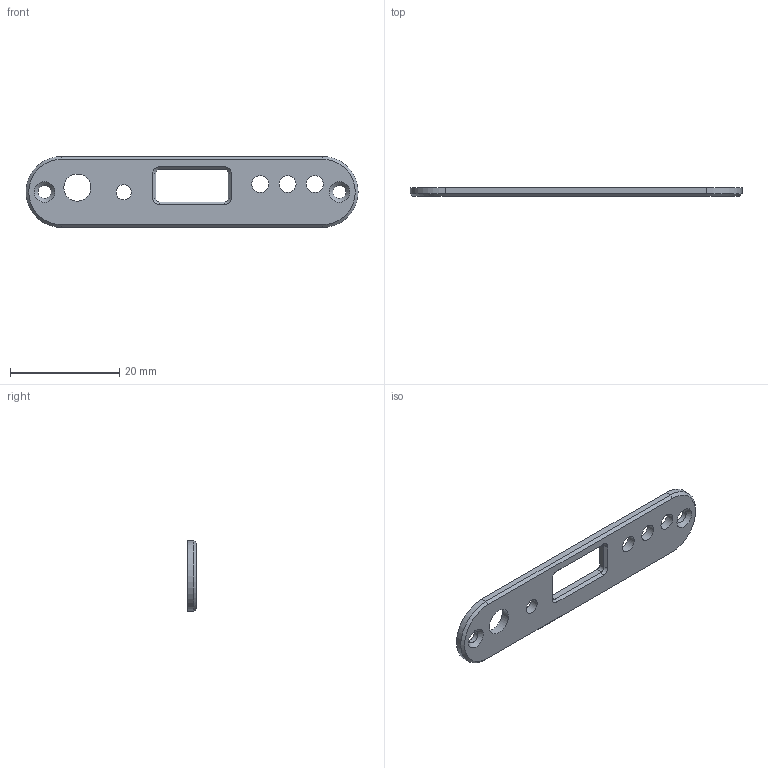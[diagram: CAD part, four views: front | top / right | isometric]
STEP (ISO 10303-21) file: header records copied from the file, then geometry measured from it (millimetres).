
FILE_DESCRIPTION(('FreeCAD Model'),'2;1');
FILE_NAME('Open CASCADE Shape Model','2024-07-05T06:23:45',('FreeCAD'),( 'FreeCAD'),'Open CASCADE STEP processor 7.6','FreeCAD','Unknown');
FILE_SCHEMA(('AUTOMOTIVE_DESIGN { 1 0 10303 214 1 1 1 1 }'));
Length unit declared in the file: millimetre
Products named in the file (1): Open CASCADE STEP translator 7.6 2
Bounding box: 60.8 x 1.6 x 13 mm (x, y, z)
Volume: 961.6 mm3; surface area: 1567 mm2
Topology: 1 solids, 1 shells, 35 faces, 85 edges, 52 vertices
Faces by surface type: plane 14, cylinder 13, cone 8
Full cylindrical faces by diameter (mm): 2.4 x2, 2.8 x1, 3.1 x3, 4.95 x1
Entity records: 1063 total; most frequent: DIRECTION 191, CARTESIAN_POINT 173, ORIENTED_EDGE 170, EDGE_CURVE 85, AXIS2_PLACEMENT_3D 70, VERTEX_POINT 52, FACE_BOUND 51, EDGE_LOOP 51
